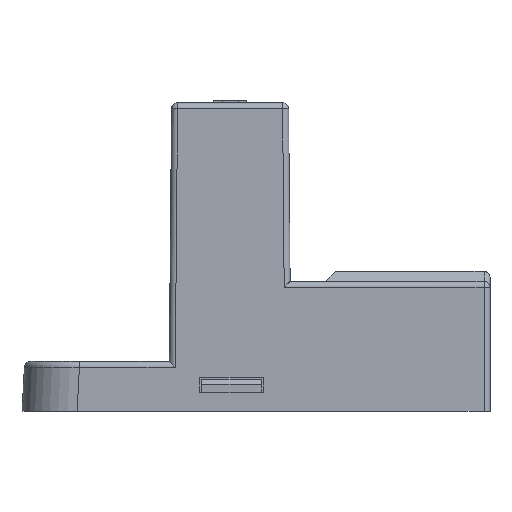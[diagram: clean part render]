
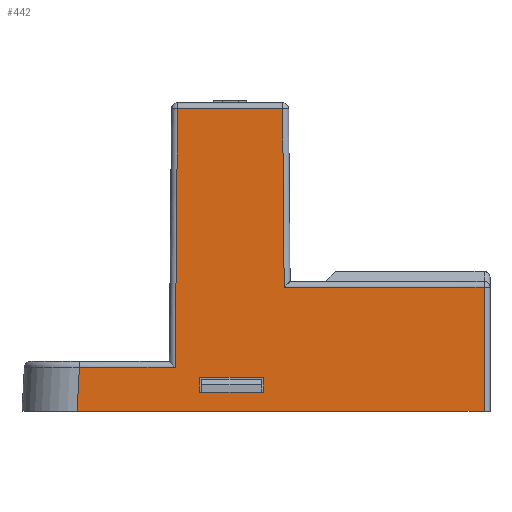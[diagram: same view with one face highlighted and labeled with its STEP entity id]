
A CAD part, left-side view. The second image highlights one B-rep face of the part: STEP entity #442.
In plain terms, the highlighted planar face has unit normal (-1, 0, 0).
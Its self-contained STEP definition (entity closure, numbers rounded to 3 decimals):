
#340=FACE_BOUND('',#951,.T.);
#341=FACE_BOUND('',#952,.T.);
#442=ADVANCED_FACE('',(#340,#341),#633,.T.);
#633=PLANE('',#3795);
#951=EDGE_LOOP('',(#1263,#1264,#1265,#1266,#1267,#1268,#1269,#1270));
#952=EDGE_LOOP('',(#1271,#1272,#1273,#1274));
#1263=ORIENTED_EDGE('',*,*,#2537,.T.);
#1264=ORIENTED_EDGE('',*,*,#2551,.T.);
#1265=ORIENTED_EDGE('',*,*,#2552,.T.);
#1266=ORIENTED_EDGE('',*,*,#2553,.T.);
#1267=ORIENTED_EDGE('',*,*,#2554,.T.);
#1268=ORIENTED_EDGE('',*,*,#2555,.T.);
#1269=ORIENTED_EDGE('',*,*,#2556,.T.);
#1270=ORIENTED_EDGE('',*,*,#2557,.T.);
#1271=ORIENTED_EDGE('',*,*,#2558,.T.);
#1272=ORIENTED_EDGE('',*,*,#2559,.T.);
#1273=ORIENTED_EDGE('',*,*,#2560,.T.);
#1274=ORIENTED_EDGE('',*,*,#2561,.T.);
#2214=VERTEX_POINT('',#5133);
#2215=VERTEX_POINT('',#5135);
#2228=VERTEX_POINT('',#5163);
#2229=VERTEX_POINT('',#5165);
#2230=VERTEX_POINT('',#5167);
#2231=VERTEX_POINT('',#5169);
#2232=VERTEX_POINT('',#5171);
#2233=VERTEX_POINT('',#5173);
#2234=VERTEX_POINT('',#5176);
#2235=VERTEX_POINT('',#5177);
#2236=VERTEX_POINT('',#5179);
#2237=VERTEX_POINT('',#5181);
#2537=EDGE_CURVE('',#2215,#2214,#3018,.T.);
#2551=EDGE_CURVE('',#2214,#2228,#3025,.T.);
#2552=EDGE_CURVE('',#2228,#2229,#3026,.T.);
#2553=EDGE_CURVE('',#2229,#2230,#3027,.T.);
#2554=EDGE_CURVE('',#2230,#2231,#3028,.T.);
#2555=EDGE_CURVE('',#2231,#2232,#3029,.T.);
#2556=EDGE_CURVE('',#2232,#2233,#3030,.T.);
#2557=EDGE_CURVE('',#2233,#2215,#3031,.T.);
#2558=EDGE_CURVE('',#2234,#2235,#3032,.T.);
#2559=EDGE_CURVE('',#2235,#2236,#3033,.T.);
#2560=EDGE_CURVE('',#2236,#2237,#3034,.T.);
#2561=EDGE_CURVE('',#2237,#2234,#3035,.T.);
#3018=LINE('',#5134,#3426);
#3025=LINE('',#5162,#3433);
#3026=LINE('',#5164,#3434);
#3027=LINE('',#5166,#3435);
#3028=LINE('',#5168,#3436);
#3029=LINE('',#5170,#3437);
#3030=LINE('',#5172,#3438);
#3031=LINE('',#5174,#3439);
#3032=LINE('',#5175,#3440);
#3033=LINE('',#5178,#3441);
#3034=LINE('',#5180,#3442);
#3035=LINE('',#5182,#3443);
#3426=VECTOR('',#4136,1.);
#3433=VECTOR('',#4159,1.);
#3434=VECTOR('',#4160,1.);
#3435=VECTOR('',#4161,1.);
#3436=VECTOR('',#4162,1.);
#3437=VECTOR('',#4163,1.);
#3438=VECTOR('',#4164,1.);
#3439=VECTOR('',#4165,1.);
#3440=VECTOR('',#4166,1.);
#3441=VECTOR('',#4167,1.);
#3442=VECTOR('',#4168,1.);
#3443=VECTOR('',#4169,1.);
#3795=AXIS2_PLACEMENT_3D('',#5183,#4170,#4171);
#4136=DIRECTION('',(0.,-1.,0.));
#4159=DIRECTION('',(0.,0.,1.));
#4160=DIRECTION('',(0.,1.,0.));
#4161=DIRECTION('',(0.,0.009,1.));
#4162=DIRECTION('',(0.,1.,0.));
#4163=DIRECTION('',(0.,0.009,-1.));
#4164=DIRECTION('',(0.,1.,0.));
#4165=DIRECTION('',(0.,0.052,-0.999));
#4166=DIRECTION('',(0.,-1.,0.));
#4167=DIRECTION('',(0.,0.,-1.));
#4168=DIRECTION('',(0.,1.,0.));
#4169=DIRECTION('',(0.,0.,1.));
#4170=DIRECTION('',(-1.,0.,0.));
#4171=DIRECTION('',(0.,-1.,0.));
#5133=CARTESIAN_POINT('',(129.205,17.164,-90.));
#5134=CARTESIAN_POINT('',(129.205,-1.2,-90.));
#5135=CARTESIAN_POINT('',(129.205,37.513,-90.));
#5162=CARTESIAN_POINT('',(129.205,17.164,-83.798));
#5163=CARTESIAN_POINT('',(129.205,17.164,-83.798));
#5164=CARTESIAN_POINT('',(129.205,26.567,-83.798));
#5165=CARTESIAN_POINT('',(129.205,27.157,-83.798));
#5166=CARTESIAN_POINT('',(129.205,27.235,-74.87));
#5167=CARTESIAN_POINT('',(129.205,27.235,-74.87));
#5168=CARTESIAN_POINT('',(129.205,26.567,-74.87));
#5169=CARTESIAN_POINT('',(129.205,32.49,-74.87));
#5170=CARTESIAN_POINT('',(129.205,32.605,-88.003));
#5171=CARTESIAN_POINT('',(129.205,32.603,-87.798));
#5172=CARTESIAN_POINT('',(129.205,26.567,-87.798));
#5173=CARTESIAN_POINT('',(129.205,37.397,-87.798));
#5174=CARTESIAN_POINT('',(129.205,37.52,-90.144));
#5175=CARTESIAN_POINT('',(129.205,26.567,-88.3));
#5176=CARTESIAN_POINT('',(129.205,31.389,-88.3));
#5177=CARTESIAN_POINT('',(129.205,28.189,-88.3));
#5178=CARTESIAN_POINT('',(129.205,28.189,-83.5));
#5179=CARTESIAN_POINT('',(129.205,28.189,-89.05));
#5180=CARTESIAN_POINT('',(129.205,26.567,-89.05));
#5181=CARTESIAN_POINT('',(129.205,31.389,-89.05));
#5182=CARTESIAN_POINT('',(129.205,31.389,-83.5));
#5183=CARTESIAN_POINT('',(129.205,26.567,-83.5));
